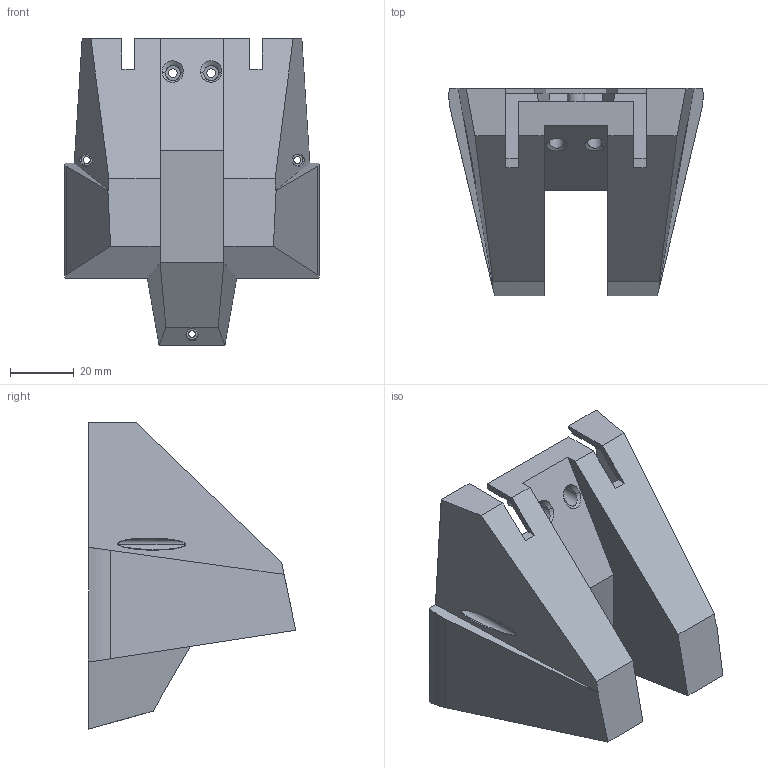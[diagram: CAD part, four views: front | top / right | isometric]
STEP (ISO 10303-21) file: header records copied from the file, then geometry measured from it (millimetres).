
FILE_DESCRIPTION((''),'2;1');
FILE_NAME('ROBOTIS-OP3_CVR_HEAD_B_PRT','2017-02-10T',('kimdolyang'),(''),'PRO/ENGINEER BY PARAMETRIC TECHNOLOGY CORPORATION, 2013410','PRO/ENGINEER BY PARAMETRIC TECHNOLOGY CORPORATION, 2013410','');
FILE_SCHEMA(('AUTOMOTIVE_DESIGN { 1 0 10303 214 1 1 1 1 }'));
Length unit declared in the file: millimetre
Products named in the file (1): ROBOTIS-OP3_CVR_HEAD_B_PRT
Bounding box: 79.74 x 65 x 96 mm (x, y, z)
Volume: 37155.1 mm3; surface area: 39458.8 mm2
Topology: 1 solids, 1 shells, 126 faces, 337 edges, 220 vertices
Faces by surface type: plane 85, cylinder 31, bspline 10
Entity records: 5806 total; most frequent: CARTESIAN_POINT 2625, ORIENTED_EDGE 674, DIRECTION 573, EDGE_CURVE 337, VECTOR 259, LINE 259, VERTEX_POINT 220, AXIS2_PLACEMENT_3D 157
